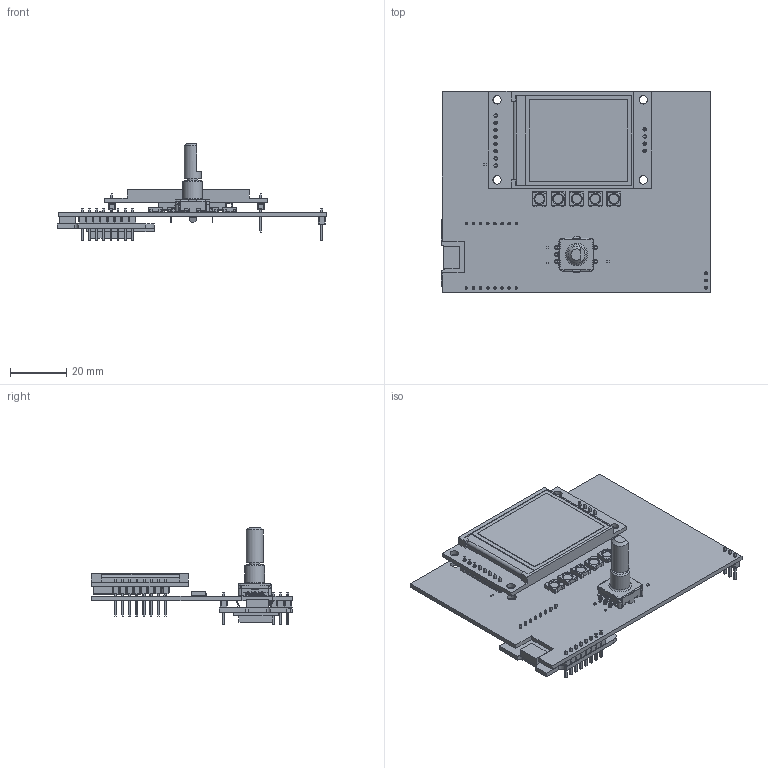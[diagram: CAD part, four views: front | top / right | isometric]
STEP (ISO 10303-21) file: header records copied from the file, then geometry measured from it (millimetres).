
FILE_DESCRIPTION(('KiCad electronic assembly'),'2;1');
FILE_NAME('SmartClock.step','2024-12-20T17:30:03',('Pcbnew'),('Kicad'), 'Open CASCADE STEP processor 7.6','KiCad to STEP converter','Unknown' );
FILE_SCHEMA(('AUTOMOTIVE_DESIGN { 1 0 10303 214 1 1 1 1 }'));
Length unit declared in the file: millimetre
Products named in the file (16): SmartClock 1; LED_WS2812B_PLCC4_5.0x5.0mm_P3.2mm; LED_WS2812B_PLCC4_50x50mm_P32mm; LCD; LCD (1); ROT_EC11E; (Unsaved); R_0402_1005Metric; PinHeader_1x03_P2.54mm_Vertical; PinHeader_1x03_P254mm_Vertical; WEMOS_D1_mini_light; wemos_d1_mini_light; PinHeader_1x08_P2.54mm_Vertical; PinHeader_1x08_P254mm_Vertical; SmartClock_PCB
Assembly tree (23 placements, depth 3):
  SmartClock 1
    LED_WS2812B_PLCC4_5.0x5.0mm_P3.2mm  x5
      LED_WS2812B_PLCC4_50x50mm_P32mm
    LCD
      LCD (1)
    ROT_EC11E
      (Unsaved)
    R_0402_1005Metric  x4
      R_0402_1005Metric
    PinHeader_1x03_P2.54mm_Vertical
      PinHeader_1x03_P254mm_Vertical
    WEMOS_D1_mini_light
      wemos_d1_mini_light
    PinHeader_1x08_P2.54mm_Vertical  x2
      PinHeader_1x08_P254mm_Vertical
    SmartClock_PCB
Bounding box: 95.99 x 71.56 x 34.79 mm (x, y, z)
Volume: 22849.6 mm3; surface area: 25712.4 mm2
Topology: 30 solids, 30 shells, 2091 faces, 5449 edges, 3454 vertices
Faces by surface type: plane 1714, cylinder 345, torus 12, cone 9, bspline 8, sphere 3
Full cylindrical faces by diameter (mm): 0.9 x16, 1 x37, 1.2 x12, 2 x1, 3 x4, 3.2 x4, 3.3 x1, 3.333 x5, 3.5 x1, 3.51 x1, 4 x1, 6 x1, 7 x1
Entity records: 54124 total; most frequent: CARTESIAN_POINT 9029, ORIENTED_EDGE 7940, DIRECTION 7526, EDGE_CURVE 3970, LINE 3444, VECTOR 3444, VERTEX_POINT 2502, AXIS2_PLACEMENT_3D 2041
